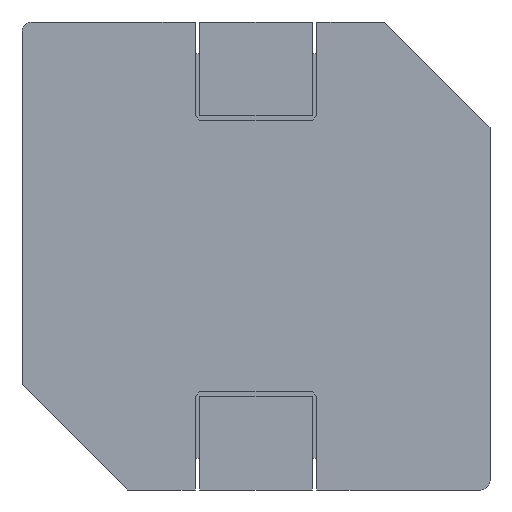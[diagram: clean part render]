
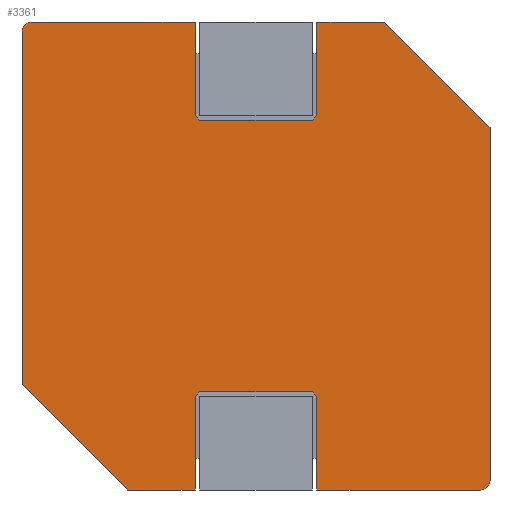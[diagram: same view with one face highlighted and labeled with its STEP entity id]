
A CAD part, front view. The second image highlights one B-rep face of the part: STEP entity #3361.
In plain terms, the highlighted planar face has unit normal (0, -1, 0).
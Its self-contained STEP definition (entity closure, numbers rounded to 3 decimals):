
#25=DIRECTION('',(0.707,0.,-0.707));
#26=VECTOR('',#25,3.185);
#27=CARTESIAN_POINT('',(2.748,0.,5.));
#28=LINE('',#27,#26);
#29=CARTESIAN_POINT('',(4.8,0.,-4.8));
#30=DIRECTION('',(0.,-1.,0.));
#31=DIRECTION('',(0.,0.,-1.));
#32=AXIS2_PLACEMENT_3D('',#29,#30,#31);
#34=DIRECTION('',(0.,0.,1.));
#35=VECTOR('',#34,2.);
#36=CARTESIAN_POINT('',(1.3,0.,-5.));
#37=LINE('',#36,#35);
#38=DIRECTION('',(0.707,0.,-0.707));
#39=VECTOR('',#38,0.141);
#40=CARTESIAN_POINT('',(1.2,0.,-2.9));
#41=LINE('',#40,#39);
#42=DIRECTION('',(1.,0.,0.));
#43=VECTOR('',#42,2.4);
#44=CARTESIAN_POINT('',(-1.2,0.,-2.9));
#45=LINE('',#44,#43);
#46=DIRECTION('',(0.707,0.,0.707));
#47=VECTOR('',#46,0.141);
#48=CARTESIAN_POINT('',(-1.3,0.,-3.));
#49=LINE('',#48,#47);
#50=DIRECTION('',(0.,0.,1.));
#51=VECTOR('',#50,2.);
#52=CARTESIAN_POINT('',(-1.3,0.,-5.));
#53=LINE('',#52,#51);
#54=DIRECTION('',(-0.707,0.,0.707));
#55=VECTOR('',#54,3.185);
#56=CARTESIAN_POINT('',(-2.748,0.,-5.));
#57=LINE('',#56,#55);
#58=CARTESIAN_POINT('',(-4.8,0.,4.8));
#59=DIRECTION('',(0.,-1.,0.));
#60=DIRECTION('',(0.,0.,1.));
#61=AXIS2_PLACEMENT_3D('',#58,#59,#60);
#63=DIRECTION('',(0.,0.,-1.));
#64=VECTOR('',#63,2.);
#65=CARTESIAN_POINT('',(-1.3,0.,5.));
#66=LINE('',#65,#64);
#67=DIRECTION('',(-0.707,0.,0.707));
#68=VECTOR('',#67,0.141);
#69=CARTESIAN_POINT('',(-1.2,0.,2.9));
#70=LINE('',#69,#68);
#71=DIRECTION('',(-1.,0.,0.));
#72=VECTOR('',#71,2.4);
#73=CARTESIAN_POINT('',(1.2,0.,2.9));
#74=LINE('',#73,#72);
#75=DIRECTION('',(-0.707,0.,-0.707));
#76=VECTOR('',#75,0.141);
#77=CARTESIAN_POINT('',(1.3,0.,3.));
#78=LINE('',#77,#76);
#79=DIRECTION('',(0.,0.,-1.));
#80=VECTOR('',#79,2.);
#81=CARTESIAN_POINT('',(1.3,0.,5.));
#82=LINE('',#81,#80);
#2928=DIRECTION('',(-1.,0.,0.));
#2929=VECTOR('',#2928,1.448);
#2930=CARTESIAN_POINT('',(2.748,0.,5.));
#2931=LINE('',#2930,#2929);
#2948=DIRECTION('',(-1.,0.,0.));
#2949=VECTOR('',#2948,3.5);
#2950=CARTESIAN_POINT('',(-1.3,0.,5.));
#2951=LINE('',#2950,#2949);
#3004=DIRECTION('',(0.,0.,1.));
#3005=VECTOR('',#3004,7.548);
#3006=CARTESIAN_POINT('',(5.,0.,-4.8));
#3007=LINE('',#3006,#3005);
#3028=DIRECTION('',(1.,0.,0.));
#3029=VECTOR('',#3028,1.448);
#3030=CARTESIAN_POINT('',(-2.748,0.,-5.));
#3031=LINE('',#3030,#3029);
#3048=DIRECTION('',(1.,0.,0.));
#3049=VECTOR('',#3048,3.5);
#3050=CARTESIAN_POINT('',(1.3,0.,-5.));
#3051=LINE('',#3050,#3049);
#3116=DIRECTION('',(0.,0.,-1.));
#3117=VECTOR('',#3116,7.548);
#3118=CARTESIAN_POINT('',(-5.,0.,4.8));
#3119=LINE('',#3118,#3117);
#3134=CARTESIAN_POINT('',(-2.748,0.,-5.));
#3135=CARTESIAN_POINT('',(-5.,0.,-2.748));
#3136=VERTEX_POINT('',#3134);
#3137=VERTEX_POINT('',#3135);
#3138=CARTESIAN_POINT('',(2.748,0.,5.));
#3139=CARTESIAN_POINT('',(5.,0.,2.748));
#3140=VERTEX_POINT('',#3138);
#3141=VERTEX_POINT('',#3139);
#3152=CARTESIAN_POINT('',(-4.8,0.,5.));
#3153=CARTESIAN_POINT('',(-5.,0.,4.8));
#3154=VERTEX_POINT('',#3152);
#3155=VERTEX_POINT('',#3153);
#3160=CARTESIAN_POINT('',(4.8,0.,-5.));
#3161=CARTESIAN_POINT('',(5.,0.,-4.8));
#3162=VERTEX_POINT('',#3160);
#3163=VERTEX_POINT('',#3161);
#3192=CARTESIAN_POINT('',(1.3,0.,5.));
#3193=VERTEX_POINT('',#3192);
#3196=CARTESIAN_POINT('',(-1.3,0.,-5.));
#3197=VERTEX_POINT('',#3196);
#3242=CARTESIAN_POINT('',(-1.3,0.,-3.));
#3243=VERTEX_POINT('',#3242);
#3244=CARTESIAN_POINT('',(-1.2,0.,-2.9));
#3245=VERTEX_POINT('',#3244);
#3246=CARTESIAN_POINT('',(1.2,0.,-2.9));
#3247=VERTEX_POINT('',#3246);
#3248=CARTESIAN_POINT('',(1.3,0.,-3.));
#3249=VERTEX_POINT('',#3248);
#3250=CARTESIAN_POINT('',(1.3,0.,-5.));
#3251=VERTEX_POINT('',#3250);
#3252=CARTESIAN_POINT('',(1.3,0.,3.));
#3253=VERTEX_POINT('',#3252);
#3254=CARTESIAN_POINT('',(1.2,0.,2.9));
#3255=VERTEX_POINT('',#3254);
#3256=CARTESIAN_POINT('',(-1.2,0.,2.9));
#3257=VERTEX_POINT('',#3256);
#3258=CARTESIAN_POINT('',(-1.3,0.,3.));
#3259=VERTEX_POINT('',#3258);
#3260=CARTESIAN_POINT('',(-1.3,0.,5.));
#3261=VERTEX_POINT('',#3260);
#3314=CARTESIAN_POINT('',(0.,0.,0.));
#3315=DIRECTION('',(0.,1.,0.));
#3316=DIRECTION('',(1.,0.,0.));
#3317=AXIS2_PLACEMENT_3D('',#3314,#3315,#3316);
#3318=PLANE('',#3317);
#3320=ORIENTED_EDGE('',*,*,#3319,.F.);
#3322=ORIENTED_EDGE('',*,*,#3321,.T.);
#3324=ORIENTED_EDGE('',*,*,#3323,.F.);
#3326=ORIENTED_EDGE('',*,*,#3325,.F.);
#3328=ORIENTED_EDGE('',*,*,#3327,.F.);
#3330=ORIENTED_EDGE('',*,*,#3329,.T.);
#3332=ORIENTED_EDGE('',*,*,#3331,.F.);
#3334=ORIENTED_EDGE('',*,*,#3333,.F.);
#3336=ORIENTED_EDGE('',*,*,#3335,.F.);
#3338=ORIENTED_EDGE('',*,*,#3337,.F.);
#3340=ORIENTED_EDGE('',*,*,#3339,.F.);
#3342=ORIENTED_EDGE('',*,*,#3341,.T.);
#3344=ORIENTED_EDGE('',*,*,#3343,.F.);
#3346=ORIENTED_EDGE('',*,*,#3345,.F.);
#3348=ORIENTED_EDGE('',*,*,#3347,.F.);
#3350=ORIENTED_EDGE('',*,*,#3349,.T.);
#3352=ORIENTED_EDGE('',*,*,#3351,.F.);
#3354=ORIENTED_EDGE('',*,*,#3353,.F.);
#3356=ORIENTED_EDGE('',*,*,#3355,.F.);
#3358=ORIENTED_EDGE('',*,*,#3357,.F.);
#3359=EDGE_LOOP('',(#3320,#3322,#3324,#3326,#3328,#3330,#3332,#3334,#3336,#3338,
#3340,#3342,#3344,#3346,#3348,#3350,#3352,#3354,#3356,#3358));
#3360=FACE_OUTER_BOUND('',#3359,.F.);
#33=CIRCLE('',#32,0.2);
#62=CIRCLE('',#61,0.2);
#3319=EDGE_CURVE('',#3140,#3193,#2931,.T.);
#3321=EDGE_CURVE('',#3140,#3141,#28,.T.);
#3323=EDGE_CURVE('',#3163,#3141,#3007,.T.);
#3325=EDGE_CURVE('',#3162,#3163,#33,.T.);
#3327=EDGE_CURVE('',#3251,#3162,#3051,.T.);
#3329=EDGE_CURVE('',#3251,#3249,#37,.T.);
#3331=EDGE_CURVE('',#3247,#3249,#41,.T.);
#3333=EDGE_CURVE('',#3245,#3247,#45,.T.);
#3335=EDGE_CURVE('',#3243,#3245,#49,.T.);
#3337=EDGE_CURVE('',#3197,#3243,#53,.T.);
#3339=EDGE_CURVE('',#3136,#3197,#3031,.T.);
#3341=EDGE_CURVE('',#3136,#3137,#57,.T.);
#3343=EDGE_CURVE('',#3155,#3137,#3119,.T.);
#3345=EDGE_CURVE('',#3154,#3155,#62,.T.);
#3347=EDGE_CURVE('',#3261,#3154,#2951,.T.);
#3349=EDGE_CURVE('',#3261,#3259,#66,.T.);
#3351=EDGE_CURVE('',#3257,#3259,#70,.T.);
#3353=EDGE_CURVE('',#3255,#3257,#74,.T.);
#3355=EDGE_CURVE('',#3253,#3255,#78,.T.);
#3357=EDGE_CURVE('',#3193,#3253,#82,.T.);
#3361=ADVANCED_FACE('',(#3360),#3318,.F.);
